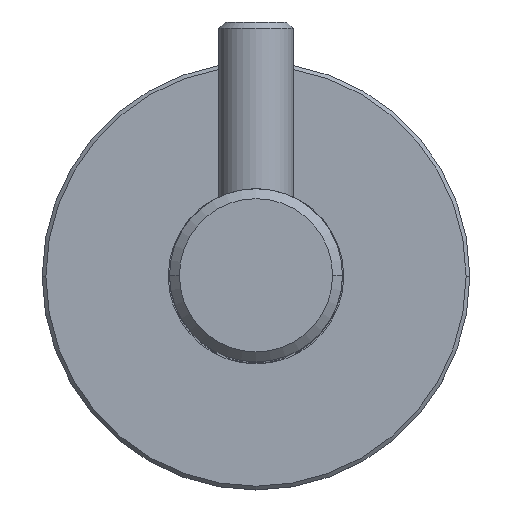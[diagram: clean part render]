
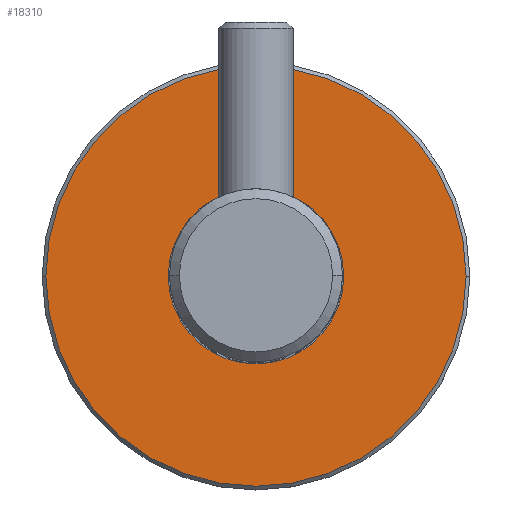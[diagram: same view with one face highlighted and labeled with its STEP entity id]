
A CAD part, top view. The second image highlights one B-rep face of the part: STEP entity #18310.
In plain terms, the highlighted planar face has unit normal (0, 0, 1).
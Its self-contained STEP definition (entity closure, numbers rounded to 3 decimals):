
#17960=CARTESIAN_POINT('',(0.,0.,3.));
#17970=DIRECTION('',(0.,0.,1.));
#17980=DIRECTION('',(1.,0.,0.));
#17990=AXIS2_PLACEMENT_3D('',#17960,#17970,#17980);
#18000=PLANE('',#17990);
#18010=CARTESIAN_POINT('',(0.,0.,3.));
#18020=DIRECTION('',(0.,0.,1.));
#18030=DIRECTION('',(1.,0.,0.));
#18040=AXIS2_PLACEMENT_3D('',#18010,#18020,#18030);
#18050=CIRCLE('',#18040,7.1);
#18060=CARTESIAN_POINT('',(7.1,0.,3.));
#18070=VERTEX_POINT('',#18060);
#18080=CARTESIAN_POINT('',(-7.1,0.,3.));
#18090=VERTEX_POINT('',#18080);
#18100=EDGE_CURVE('',#18070,#18090,#18050,.T.);
#18110=ORIENTED_EDGE('',*,*,#18100,.F.);
#18120=EDGE_CURVE('',#18090,#18070,#18050,.T.);
#18130=ORIENTED_EDGE('',*,*,#18120,.F.);
#18140=EDGE_LOOP('',(#18130,#18110));
#18150=FACE_BOUND('',#18140,.T.);
#18160=CARTESIAN_POINT('',(0.,0.,3.));
#18170=DIRECTION('',(0.,0.,1.));
#18180=DIRECTION('',(1.,0.,0.));
#18190=AXIS2_PLACEMENT_3D('',#18160,#18170,#18180);
#18200=CIRCLE('',#18190,17.);
#18210=CARTESIAN_POINT('',(17.,0.,3.));
#18220=VERTEX_POINT('',#18210);
#18230=CARTESIAN_POINT('',(-17.,0.,3.));
#18240=VERTEX_POINT('',#18230);
#18250=EDGE_CURVE('',#18220,#18240,#18200,.T.);
#18260=ORIENTED_EDGE('',*,*,#18250,.T.);
#18270=EDGE_CURVE('',#18240,#18220,#18200,.T.);
#18280=ORIENTED_EDGE('',*,*,#18270,.T.);
#18290=EDGE_LOOP('',(#18280,#18260));
#18300=FACE_OUTER_BOUND('',#18290,.T.);
#18310=ADVANCED_FACE('',(#18150,#18300),#18000,.T.);
